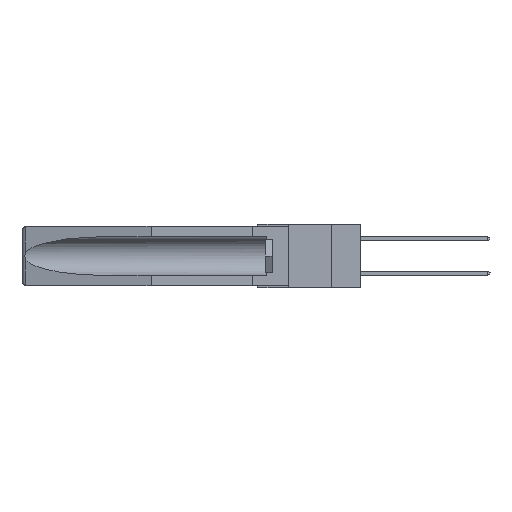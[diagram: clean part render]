
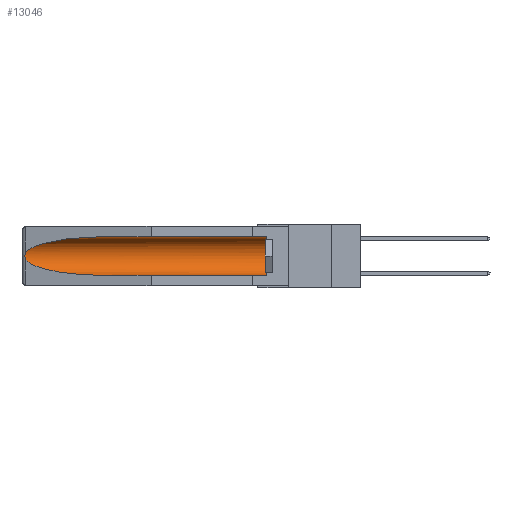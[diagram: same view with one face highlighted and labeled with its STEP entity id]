
A CAD part, left-side view. The second image highlights one B-rep face of the part: STEP entity #13046.
In plain terms, the highlighted cylindrical face has radius 2.857 mm (diameter 5.715 mm), a partial arc.
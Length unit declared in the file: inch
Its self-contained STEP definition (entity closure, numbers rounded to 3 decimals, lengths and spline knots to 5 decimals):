
#93 = DIRECTION ( 'NONE',  ( 0., 0., 1. ) ) ;
#403 = CARTESIAN_POINT ( 'NONE',  ( 0.26537, 1.52718, -0.14972 ) ) ;
#452 = DIRECTION ( 'NONE',  ( 0., 1., 0. ) ) ;
#556 = CARTESIAN_POINT ( 'NONE',  ( 0.25451, 1.48313, -0.24835 ) ) ;
#1245 = CARTESIAN_POINT ( 'NONE',  ( 0.26654, 1.53092, -0.15636 ) ) ;
#1361 = CARTESIAN_POINT ( 'NONE',  ( 0.155, 0.126, -0.059 ) ) ;
#1466 = VECTOR ( 'NONE', #452, 39.37008 ) ;
#2060 = AXIS2_PLACEMENT_3D ( 'NONE', #12298, #17549, #3303 ) ;
#2324 = CARTESIAN_POINT ( 'NONE',  ( 0.26537, 1.52718, -0.19328 ) ) ;
#3182 =( BOUNDED_CURVE ( )  B_SPLINE_CURVE ( 3, ( #4262, #556, #15247, #4335 ),
 .UNSPECIFIED., .F., .F. ) 
 B_SPLINE_CURVE_WITH_KNOTS ( ( 4, 4 ),
 ( 0.1948, 1.5708 ),
 .UNSPECIFIED. ) 
 CURVE ( )  GEOMETRIC_REPRESENTATION_ITEM ( )  RATIONAL_B_SPLINE_CURVE ( ( 1., 0.848, 0.848, 1. ) ) 
 REPRESENTATION_ITEM ( '' )  );
#3213 = CARTESIAN_POINT ( 'NONE',  ( 0.2675, 1.53308, -0.16763 ) ) ;
#3303 = DIRECTION ( 'NONE',  ( 0., 0., 1. ) ) ;
#4262 = CARTESIAN_POINT ( 'NONE',  ( 0.26537, 1.52718, -0.19328 ) ) ;
#4335 = CARTESIAN_POINT ( 'NONE',  ( 0.155, 1.07973, -0.284 ) ) ;
#5188 = EDGE_LOOP ( 'NONE', ( #22610, #15581, #19170, #19622, #21686, #13771 ) ) ;
#5298 = DIRECTION ( 'NONE',  ( 0., -1., 0. ) ) ;
#5424 = VERTEX_POINT ( 'NONE', #1361 ) ;
#6006 = EDGE_CURVE ( 'NONE', #12984, #19312, #3182, .T. ) ;
#6259 = AXIS2_PLACEMENT_3D ( 'NONE', #23347, #5298, #93 ) ;
#6643 = B_SPLINE_CURVE_WITH_KNOTS ( 'NONE', 3,
 ( #14128, #17617, #1245, #17544, #3213, #15710, #6686, #13136, #16553, #2324 ),
 .UNSPECIFIED., .F., .F.,
 ( 4, 2, 2, 2, 4 ),
 ( 0., 0.00029, 0.00058, 0.00087, 0.00117 ),
 .UNSPECIFIED. ) ;
#6686 = CARTESIAN_POINT ( 'NONE',  ( 0.2673, 1.53269, -0.17917 ) ) ;
#6854 = EDGE_CURVE ( 'NONE', #19524, #12984, #6643, .T. ) ;
#7622 = CARTESIAN_POINT ( 'NONE',  ( 0.26537, 1.52718, -0.14972 ) ) ;
#8859 = EDGE_CURVE ( 'NONE', #15181, #19312, #17660, .T. ) ;
#9673 = CARTESIAN_POINT ( 'NONE',  ( 0.155, 1.07973, -0.059 ) ) ;
#9958 = EDGE_CURVE ( 'NONE', #15205, #19524, #22386, .T. ) ;
#11083 = DIRECTION ( 'NONE',  ( 0., 1., 0. ) ) ;
#11501 = CARTESIAN_POINT ( 'NONE',  ( 0.21114, 1.30732, -0.059 ) ) ;
#12298 = CARTESIAN_POINT ( 'NONE',  ( 0.155, -0.30754, -0.1715 ) ) ;
#12984 = VERTEX_POINT ( 'NONE', #22830 ) ;
#13046 = ADVANCED_FACE ( 'NONE', ( #13643 ), #13355, .F. ) ;
#13063 = CARTESIAN_POINT ( 'NONE',  ( 0.155, -0.30754, -0.284 ) ) ;
#13136 = CARTESIAN_POINT ( 'NONE',  ( 0.26655, 1.53094, -0.18657 ) ) ;
#13355 = CYLINDRICAL_SURFACE ( 'NONE', #2060, 0.1125 ) ;
#13643 = FACE_OUTER_BOUND ( 'NONE', #5188, .T. ) ;
#13771 = ORIENTED_EDGE ( 'NONE', *, *, #14028, .T. ) ;
#13834 = CIRCLE ( 'NONE', #6259, 0.1125 ) ;
#14028 = EDGE_CURVE ( 'NONE', #5424, #15205, #21233, .T. ) ;
#14128 = CARTESIAN_POINT ( 'NONE',  ( 0.26537, 1.52718, -0.14972 ) ) ;
#15181 = VERTEX_POINT ( 'NONE', #21477 ) ;
#15198 = EDGE_CURVE ( 'NONE', #15181, #5424, #13834, .T. ) ;
#15205 = VERTEX_POINT ( 'NONE', #19860 ) ;
#15247 = CARTESIAN_POINT ( 'NONE',  ( 0.21114, 1.30732, -0.284 ) ) ;
#15581 = ORIENTED_EDGE ( 'NONE', *, *, #6854, .T. ) ;
#15710 = CARTESIAN_POINT ( 'NONE',  ( 0.2675, 1.53308, -0.17534 ) ) ;
#16514 = CARTESIAN_POINT ( 'NONE',  ( 0.155, -0.30754, -0.059 ) ) ;
#16553 = CARTESIAN_POINT ( 'NONE',  ( 0.26597, 1.5296, -0.19026 ) ) ;
#16963 = CARTESIAN_POINT ( 'NONE',  ( 0.25451, 1.48313, -0.09465 ) ) ;
#17544 = CARTESIAN_POINT ( 'NONE',  ( 0.2673, 1.5327, -0.16383 ) ) ;
#17549 = DIRECTION ( 'NONE',  ( 0., 1., 0. ) ) ;
#17617 = CARTESIAN_POINT ( 'NONE',  ( 0.26597, 1.52961, -0.15275 ) ) ;
#17660 = LINE ( 'NONE', #13063, #20182 ) ;
#19170 = ORIENTED_EDGE ( 'NONE', *, *, #6006, .T. ) ;
#19312 = VERTEX_POINT ( 'NONE', #20178 ) ;
#19524 = VERTEX_POINT ( 'NONE', #7622 ) ;
#19622 = ORIENTED_EDGE ( 'NONE', *, *, #8859, .F. ) ;
#19860 = CARTESIAN_POINT ( 'NONE',  ( 0.155, 1.07973, -0.059 ) ) ;
#20178 = CARTESIAN_POINT ( 'NONE',  ( 0.155, 1.07973, -0.284 ) ) ;
#20182 = VECTOR ( 'NONE', #11083, 39.37008 ) ;
#21233 = LINE ( 'NONE', #16514, #1466 ) ;
#21477 = CARTESIAN_POINT ( 'NONE',  ( 0.155, 0.126, -0.284 ) ) ;
#21686 = ORIENTED_EDGE ( 'NONE', *, *, #15198, .T. ) ;
#22386 =( BOUNDED_CURVE ( )  B_SPLINE_CURVE ( 3, ( #9673, #11501, #16963, #403 ),
 .UNSPECIFIED., .F., .F. ) 
 B_SPLINE_CURVE_WITH_KNOTS ( ( 4, 4 ),
 ( 4.71239, 6.08839 ),
 .UNSPECIFIED. ) 
 CURVE ( )  GEOMETRIC_REPRESENTATION_ITEM ( )  RATIONAL_B_SPLINE_CURVE ( ( 1., 0.848, 0.848, 1. ) ) 
 REPRESENTATION_ITEM ( '' )  );
#22610 = ORIENTED_EDGE ( 'NONE', *, *, #9958, .T. ) ;
#22830 = CARTESIAN_POINT ( 'NONE',  ( 0.26537, 1.52718, -0.19328 ) ) ;
#23347 = CARTESIAN_POINT ( 'NONE',  ( 0.155, 0.126, -0.1715 ) ) ;
